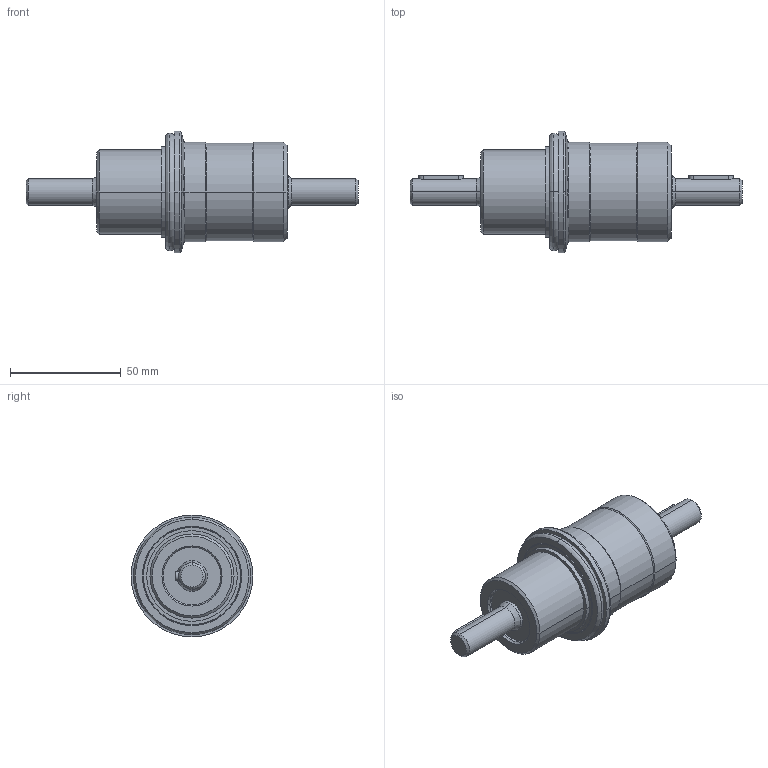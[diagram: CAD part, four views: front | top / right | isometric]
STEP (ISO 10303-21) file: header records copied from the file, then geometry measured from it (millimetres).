
FILE_DESCRIPTION(('FreeCAD Model'),'2;1');
FILE_NAME( 'FRE-KF40.stp', '2022-01-20T10:38:03',('Author'),(''), 'Open CASCADE STEP processor 7.3','FreeCAD','Unknown');
FILE_SCHEMA(('AUTOMOTIVE_DESIGN { 1 0 10303 214 1 1 1 1 }'));
Length unit declared in the file: millimetre
Products named in the file (1): FRE-KF40
Bounding box: 150 x 55 x 55 mm (x, y, z)
Volume: 131754.3 mm3; surface area: 19103.4 mm2
Topology: 1 solids, 1 shells, 80 faces, 189 edges, 121 vertices
Faces by surface type: cylinder 28, cone 18, plane 16, torus 12, bspline 6
Entity records: 6391 total; most frequent: CARTESIAN_POINT 2587, DIRECTION 741, ORIENTED_EDGE 378, PCURVE 378, DEFINITIONAL_REPRESENTATION 378, LINE 338, VECTOR 338, AXIS2_PLACEMENT_3D 198
